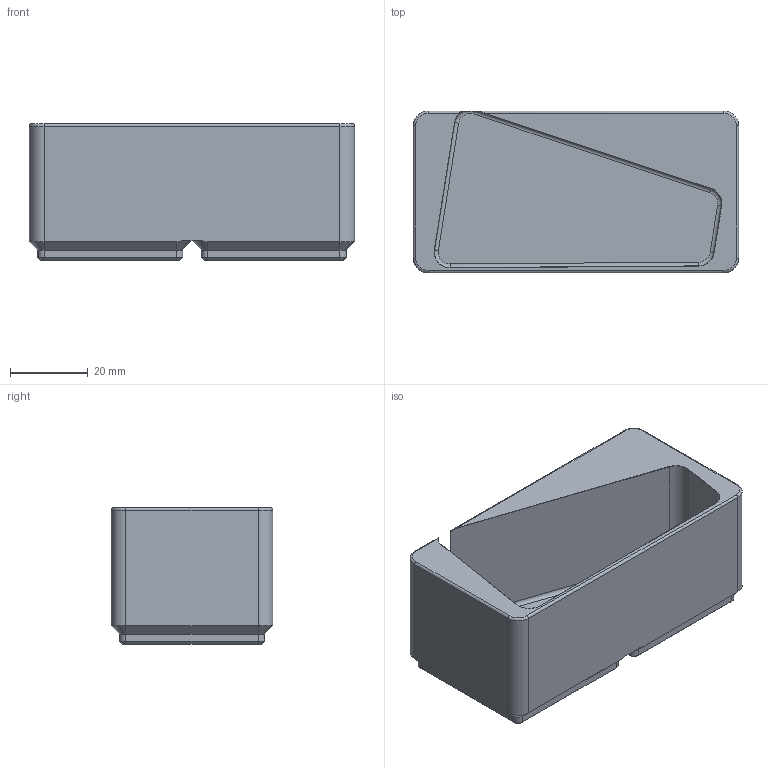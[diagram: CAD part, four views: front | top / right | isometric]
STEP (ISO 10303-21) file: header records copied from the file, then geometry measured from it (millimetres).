
FILE_DESCRIPTION(('FreeCAD Model'),'2;1');
FILE_NAME('Open CASCADE Shape Model','2023-05-12T20:05:36',(''),(''), 'Open CASCADE STEP processor 7.6','FreeCAD','Unknown');
FILE_SCHEMA(('AUTOMOTIVE_DESIGN { 1 0 10303 214 1 1 1 1 }'));
Length unit declared in the file: millimetre
Products named in the file (1): holder
Bounding box: 83.5 x 41.5 x 35 mm (x, y, z)
Volume: 53722.2 mm3; surface area: 20974.9 mm2
Topology: 1 solids, 1 shells, 133 faces, 276 edges, 160 vertices
Faces by surface type: plane 53, cylinder 47, cone 16, torus 12, bspline 5
Full cylindrical faces by diameter (mm): 3 x8, 6 x8
Entity records: 8533 total; most frequent: CARTESIAN_POINT 2845, DIRECTION 1008, ORIENTED_EDGE 550, PCURVE 550, DEFINITIONAL_REPRESENTATION 550, LINE 466, VECTOR 466, EDGE_CURVE 275
